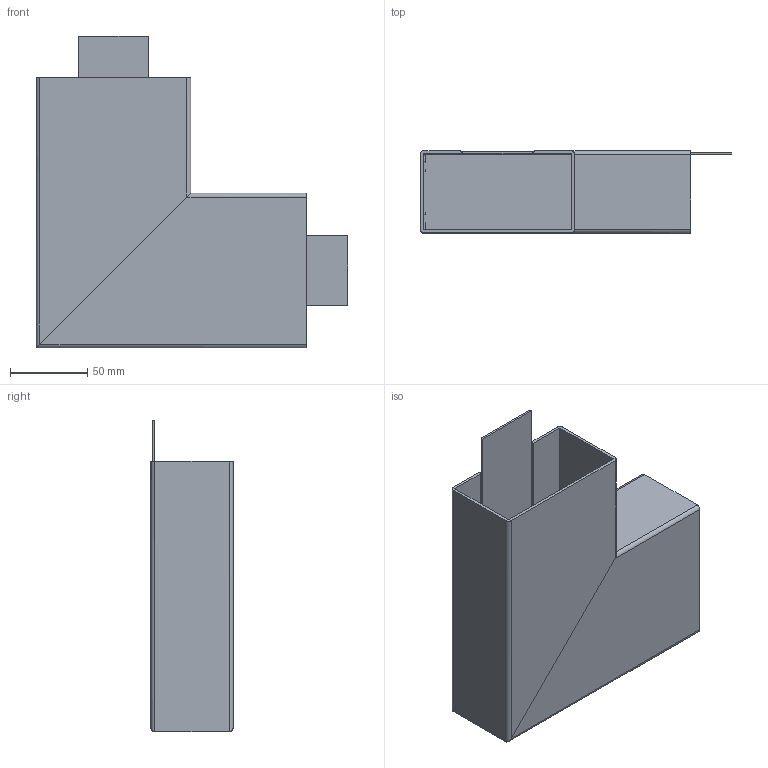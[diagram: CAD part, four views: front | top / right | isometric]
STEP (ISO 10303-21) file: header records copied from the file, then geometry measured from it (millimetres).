
FILE_DESCRIPTION (( 'STEP AP214' ), '1' );
FILE_NAME ('6112440.stp', '2016-04-27T09:35:08', ( '' ), ( '' ), 'SwSTEP 2.0', 'SolidWorks 2014', '' );
FILE_SCHEMA (( 'AUTOMOTIVE_DESIGN' ));
Length unit declared in the file: millimetre
Products named in the file (9): 092793_L=174; 6112440; 092797_L=174; 092795_L=174; 092796_L=174; 092798_L=174; 092785_L=175; 092786_L=175; 092794_L=174
Assembly tree (6 placements, depth 3):
  6112440
    092785_L=175
    092786_L=175
    092797_L=174
      092793_L=174
    092798_L=174
      092795_L=174
  092796_L=174
  092794_L=174
Bounding box: 201.5 x 53 x 201.5 mm (x, y, z)
Volume: 141657.8 mm3; surface area: 155665.2 mm2
Topology: 4 solids, 4 shells, 106 faces, 290 edges, 192 vertices
Faces by surface type: plane 58, cylinder 48
Entity records: 3606 total; most frequent: CARTESIAN_POINT 743, ORIENTED_EDGE 580, DIRECTION 528, EDGE_CURVE 290, VERTEX_POINT 192, VECTOR 190, LINE 190, AXIS2_PLACEMENT_3D 169
